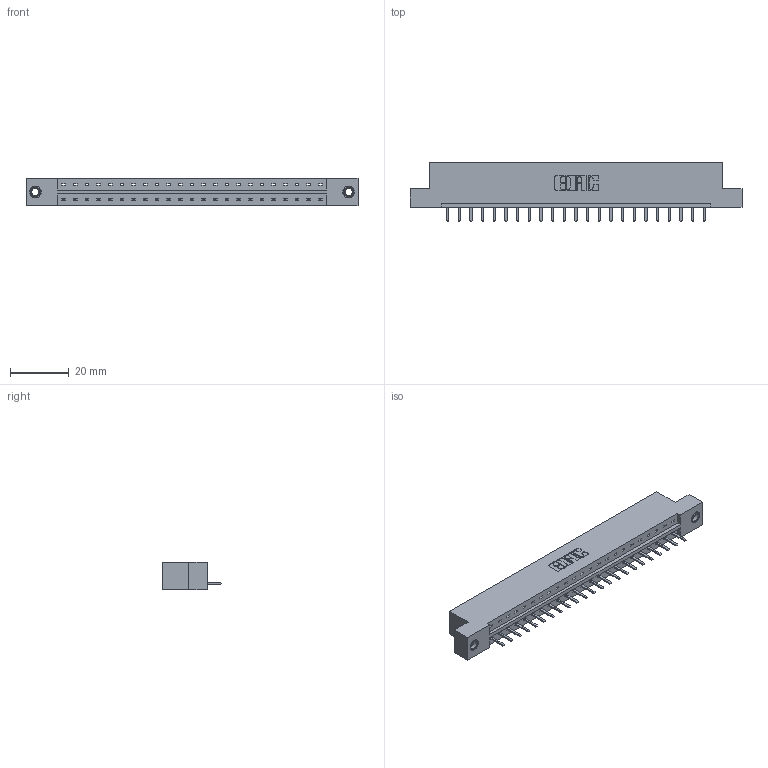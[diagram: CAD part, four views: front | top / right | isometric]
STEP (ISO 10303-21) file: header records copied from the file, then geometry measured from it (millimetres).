
FILE_DESCRIPTION (( 'STEP AP203' ), '1' );
FILE_NAME ('333-023-520-107.STEP', '2018-08-02T03:11:33', ( '' ), ( '' ), 'SwSTEP 2.0', 'SolidWorks 2016', '' );
FILE_SCHEMA (( 'CONFIG_CONTROL_DESIGN' ));
Length unit declared in the file: inch
Products named in the file (4): 333 Part_Flush - .156 Dia - TI; 345-292-001_345-293-120; 345-250-001_345-250-005-103; 333-023-520-107
Assembly tree (26 placements, depth 2):
  333-023-520-107
    333 Part_Flush - .156 Dia - TI
    345-292-001_345-293-120  x23
    345-250-001_345-250-005-103  x2
Bounding box: 112.67 x 20.02 x 9.4 mm (x, y, z)
Volume: 11095.1 mm3; surface area: 11685.8 mm2
Topology: 26 solids, 26 shells, 1600 faces, 4679 edges, 3050 vertices
Faces by surface type: plane 1114, cylinder 470, cone 12, torus 4
Entity records: 17818 total; most frequent: CARTESIAN_POINT 3070, ORIENTED_EDGE 3010, DIRECTION 2649, EDGE_CURVE 1505, LINE 1353, VECTOR 1353, VERTEX_POINT 996, AXIS2_PLACEMENT_3D 648
